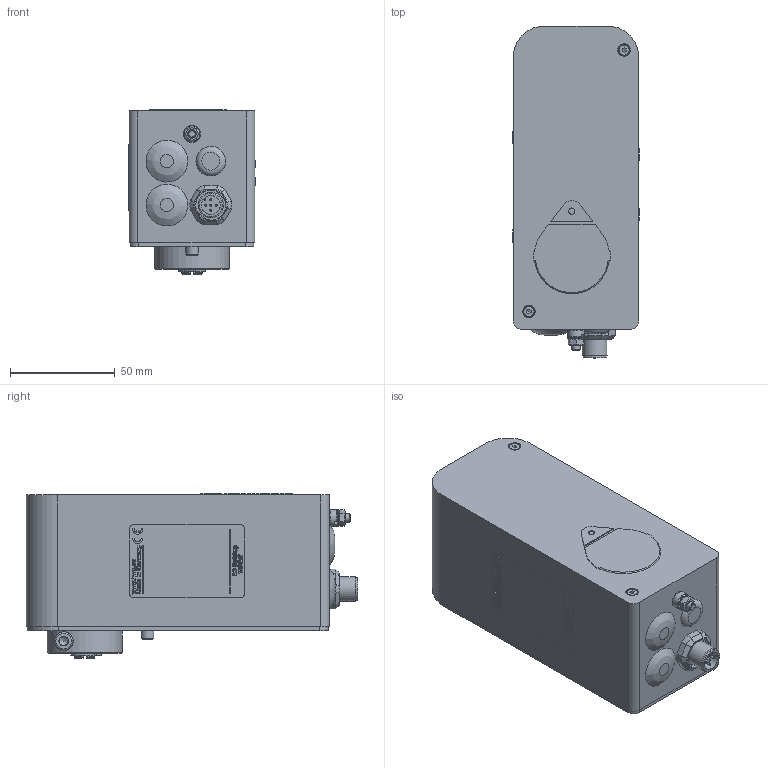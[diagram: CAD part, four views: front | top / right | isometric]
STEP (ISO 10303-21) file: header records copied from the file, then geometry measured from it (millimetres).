
FILE_DESCRIPTION(/* description */ (''),/* implementation_level */ '2;1');
FILE_NAME(/* name */ '7300.013703_PSE30x-8-IO.stp',/* time_stamp */ '2021-08-19T11:16:41+02:00',/* author */ ('mzabek'),/* organization */ (''),/* preprocessor_version */ 'ST-DEVELOPER v18.1',/* originating_system */ 'Autodesk Inventor 2021',/* authorisation */ '');
FILE_SCHEMA (('AUTOMOTIVE_DESIGN { 1 0 10303 214 3 1 1 }'));
Length unit declared in the file: millimetre
Products named in the file (1): ENG-108774.013703_Shrinkwrap_1
Bounding box: 60.4 x 158.65 x 78.5 mm (x, y, z)
Volume: 570394.7 mm3; surface area: 50810.5 mm2
Topology: 1 solids, 1 shells, 1341 faces, 3611 edges, 2361 vertices
Faces by surface type: plane 754, bspline 374, cylinder 157, cone 28, torus 16, sphere 12
Full cylindrical faces by diameter (mm): 1 x5, 1.5 x2, 3 x1, 4 x2, 4.3 x1, 4.459 x1, 4.619 x1, 5 x1, 5.5 x3, 6 x3, 8 x2, 8.2 x1, 8.5 x1, 9 x2, 10 x1, 11 x2, 12 x1, 14.376 x1, 36 x1
Entity records: 45922 total; most frequent: CARTESIAN_POINT 13146, ORIENTED_EDGE 7190, DIRECTION 5183, EDGE_CURVE 3595, VERTEX_POINT 2361, LINE 2295, VECTOR 2295, EDGE_LOOP 1468
